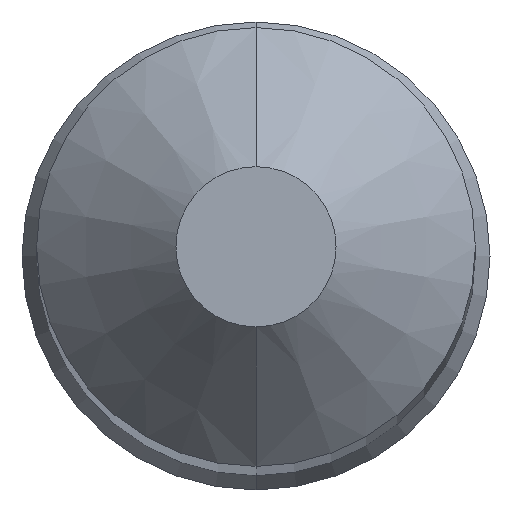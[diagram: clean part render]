
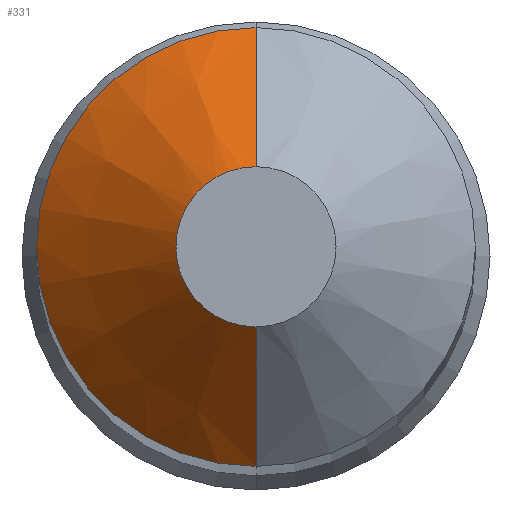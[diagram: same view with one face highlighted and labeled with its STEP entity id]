
A CAD part, top view. The second image highlights one B-rep face of the part: STEP entity #331.
In plain terms, the highlighted conical face has half-angle 45 degrees and reference radius 1.075 mm.
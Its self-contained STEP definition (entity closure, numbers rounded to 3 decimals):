
#131=DIRECTION('',(0.,-0.707,0.707));
#132=VECTOR('',#131,1.414);
#133=CARTESIAN_POINT('',(0.,1.575,28.));
#134=LINE('',#133,#132);
#138=DIRECTION('',(0.,0.707,0.707));
#139=VECTOR('',#138,1.414);
#140=CARTESIAN_POINT('',(0.,-1.575,28.));
#141=LINE('',#140,#139);
#145=CARTESIAN_POINT('',(0.,0.,28.));
#146=DIRECTION('',(0.,0.,1.));
#147=DIRECTION('',(0.,1.,0.));
#148=AXIS2_PLACEMENT_3D('',#145,#146,#147);
#161=CARTESIAN_POINT('',(0.,0.,29.));
#162=DIRECTION('',(0.,0.,1.));
#163=DIRECTION('',(0.,1.,0.));
#164=AXIS2_PLACEMENT_3D('',#161,#162,#163);
#185=CARTESIAN_POINT('',(0.,-1.575,28.));
#187=VERTEX_POINT('',#185);
#190=CARTESIAN_POINT('',(0.,1.575,28.));
#192=VERTEX_POINT('',#190);
#193=CARTESIAN_POINT('',(0.,0.575,29.));
#194=VERTEX_POINT('',#193);
#195=CARTESIAN_POINT('',(0.,-0.575,29.));
#196=VERTEX_POINT('',#195);
#317=CARTESIAN_POINT('',(0.,0.,28.5));
#318=DIRECTION('',(0.,0.,-1.));
#319=DIRECTION('',(0.,-1.,0.));
#320=AXIS2_PLACEMENT_3D('',#317,#318,#319);
#321=CONICAL_SURFACE('',#320,1.075,45.);
#323=ORIENTED_EDGE('',*,*,#322,.T.);
#325=ORIENTED_EDGE('',*,*,#324,.T.);
#327=ORIENTED_EDGE('',*,*,#326,.F.);
#328=ORIENTED_EDGE('',*,*,#312,.F.);
#329=EDGE_LOOP('',(#323,#325,#327,#328));
#330=FACE_OUTER_BOUND('',#329,.F.);
#149=CIRCLE('',#148,1.575);
#165=CIRCLE('',#164,0.575);
#312=EDGE_CURVE('',#192,#187,#149,.T.);
#322=EDGE_CURVE('',#192,#194,#134,.T.);
#324=EDGE_CURVE('',#194,#196,#165,.T.);
#326=EDGE_CURVE('',#187,#196,#141,.T.);
#331=ADVANCED_FACE('',(#330),#321,.T.);
